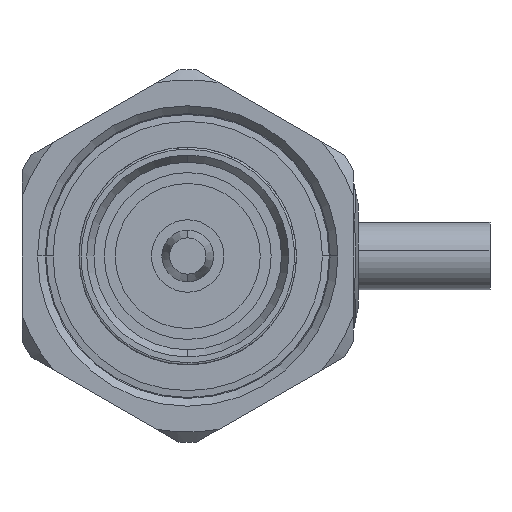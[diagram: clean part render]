
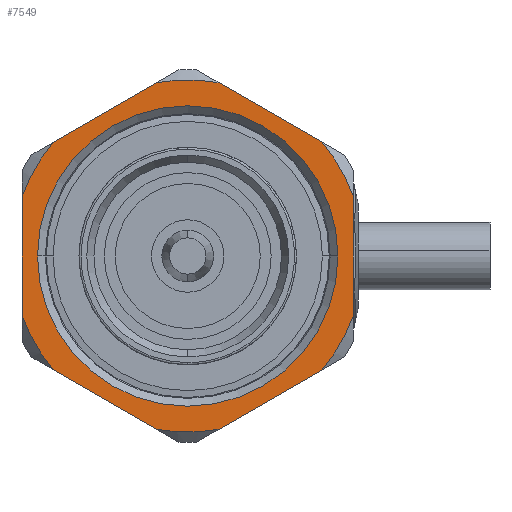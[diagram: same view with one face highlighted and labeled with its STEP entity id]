
A CAD part, left-side view. The second image highlights one B-rep face of the part: STEP entity #7549.
In plain terms, the highlighted planar face has unit normal (-1, 0, 0).
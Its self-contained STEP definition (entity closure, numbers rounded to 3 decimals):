
#202 = CARTESIAN_POINT ( 'NONE',  ( 0., 0., 0. ) ) ;
#259 = VERTEX_POINT ( 'NONE', #11954 ) ;
#580 = DIRECTION ( 'NONE',  ( 0., 1., 0. ) ) ;
#763 = ORIENTED_EDGE ( 'NONE', *, *, #11661, .T. ) ;
#798 = FACE_OUTER_BOUND ( 'NONE', #6424, .T. ) ;
#979 = CARTESIAN_POINT ( 'NONE',  ( 0., -12.975, 10.984 ) ) ;
#1028 = DIRECTION ( 'NONE',  ( 0., -1., 0. ) ) ;
#1075 = AXIS2_PLACEMENT_3D ( 'NONE', #3399, #6734, #9830 ) ;
#1161 = DIRECTION ( 'NONE',  ( -1., 0., 0. ) ) ;
#1217 = VERTEX_POINT ( 'NONE', #1335 ) ;
#1229 = ORIENTED_EDGE ( 'NONE', *, *, #1591, .T. ) ;
#1236 = VERTEX_POINT ( 'NONE', #4482 ) ;
#1335 = CARTESIAN_POINT ( 'NONE',  ( 0., 12.975, 10.984 ) ) ;
#1364 = VERTEX_POINT ( 'NONE', #4242 ) ;
#1430 = DIRECTION ( 'NONE',  ( 0., -0.866, 0.5 ) ) ;
#1547 = CIRCLE ( 'NONE', #8803, 17. ) ;
#1591 = EDGE_CURVE ( 'NONE', #5845, #3458, #13738, .T. ) ;
#1847 = EDGE_CURVE ( 'NONE', #11986, #10525, #8438, .T. ) ;
#2017 = CARTESIAN_POINT ( 'NONE',  ( 0., -3.025, -16.729 ) ) ;
#2050 = LINE ( 'NONE', #7522, #4571 ) ;
#2185 = DIRECTION ( 'NONE',  ( 0., 1., 0. ) ) ;
#2215 = EDGE_CURVE ( 'NONE', #7219, #6350, #11931, .T. ) ;
#2225 = DIRECTION ( 'NONE',  ( 0., -0.866, -0.5 ) ) ;
#2486 = EDGE_CURVE ( 'NONE', #11681, #3656, #9463, .T. ) ;
#2848 = EDGE_LOOP ( 'NONE', ( #763, #9601 ) ) ;
#2850 = CARTESIAN_POINT ( 'NONE',  ( 0., -14.5, 0. ) ) ;
#3109 = DIRECTION ( 'NONE',  ( -1., 0., 0. ) ) ;
#3371 = LINE ( 'NONE', #3444, #10124 ) ;
#3384 = AXIS2_PLACEMENT_3D ( 'NONE', #9614, #8413, #11925 ) ;
#3399 = CARTESIAN_POINT ( 'NONE',  ( 0., 0., 0. ) ) ;
#3410 = AXIS2_PLACEMENT_3D ( 'NONE', #3611, #7076, #580 ) ;
#3435 = AXIS2_PLACEMENT_3D ( 'NONE', #5601, #7579, #7794 ) ;
#3436 = EDGE_CURVE ( 'NONE', #10525, #6123, #10602, .T. ) ;
#3444 = CARTESIAN_POINT ( 'NONE',  ( 0., 12.975, -10.984 ) ) ;
#3458 = VERTEX_POINT ( 'NONE', #2017 ) ;
#3514 = LINE ( 'NONE', #9951, #10786 ) ;
#3529 = EDGE_CURVE ( 'NONE', #1217, #1364, #1547, .T. ) ;
#3611 = CARTESIAN_POINT ( 'NONE',  ( 0., 0., 0. ) ) ;
#3617 = EDGE_CURVE ( 'NONE', #1236, #11681, #7903, .T. ) ;
#3656 = VERTEX_POINT ( 'NONE', #8397 ) ;
#3672 = DIRECTION ( 'NONE',  ( 0., 1., 0. ) ) ;
#4242 = CARTESIAN_POINT ( 'NONE',  ( 0., 16., 5.745 ) ) ;
#4268 = DIRECTION ( 'NONE',  ( 0., 0., -1. ) ) ;
#4344 = VECTOR ( 'NONE', #11813, 1000. ) ;
#4482 = CARTESIAN_POINT ( 'NONE',  ( 0., -12.975, -10.984 ) ) ;
#4571 = VECTOR ( 'NONE', #11811, 1000. ) ;
#4604 = CARTESIAN_POINT ( 'NONE',  ( 0., 3.025, 16.729 ) ) ;
#4826 = ORIENTED_EDGE ( 'NONE', *, *, #2215, .T. ) ;
#5058 = EDGE_CURVE ( 'NONE', #259, #5783, #5967, .T. ) ;
#5178 = CARTESIAN_POINT ( 'NONE',  ( 0., 17., 0. ) ) ;
#5295 = CARTESIAN_POINT ( 'NONE',  ( 0., -3.025, 16.729 ) ) ;
#5329 = ORIENTED_EDGE ( 'NONE', *, *, #1847, .T. ) ;
#5516 = ORIENTED_EDGE ( 'NONE', *, *, #3529, .T. ) ;
#5601 = CARTESIAN_POINT ( 'NONE',  ( 0., 0., 0. ) ) ;
#5630 = ORIENTED_EDGE ( 'NONE', *, *, #3617, .T. ) ;
#5783 = VERTEX_POINT ( 'NONE', #2850 ) ;
#5845 = VERTEX_POINT ( 'NONE', #12787 ) ;
#5878 = VECTOR ( 'NONE', #12828, 1000. ) ;
#5967 = CIRCLE ( 'NONE', #9342, 14.5 ) ;
#6123 = VERTEX_POINT ( 'NONE', #4604 ) ;
#6225 = CIRCLE ( 'NONE', #6457, 17. ) ;
#6283 = CARTESIAN_POINT ( 'NONE',  ( 0., 0., 0. ) ) ;
#6350 = VERTEX_POINT ( 'NONE', #9941 ) ;
#6388 = CIRCLE ( 'NONE', #3435, 14.5 ) ;
#6424 = EDGE_LOOP ( 'NONE', ( #7871, #1229, #7082, #5630, #11248, #8658, #5329, #12466, #11725, #5516, #8007, #4826 ) ) ;
#6457 = AXIS2_PLACEMENT_3D ( 'NONE', #6283, #13877, #2185 ) ;
#6504 = CARTESIAN_POINT ( 'NONE',  ( 0., -16., 0. ) ) ;
#6640 = EDGE_CURVE ( 'NONE', #1364, #7219, #9774, .T. ) ;
#6734 = DIRECTION ( 'NONE',  ( -1., 0., 0. ) ) ;
#7076 = DIRECTION ( 'NONE',  ( -1., 0., 0. ) ) ;
#7082 = ORIENTED_EDGE ( 'NONE', *, *, #10193, .T. ) ;
#7131 = CARTESIAN_POINT ( 'NONE',  ( 0., -12.975, 10.984 ) ) ;
#7219 = VERTEX_POINT ( 'NONE', #10793 ) ;
#7373 = EDGE_CURVE ( 'NONE', #3656, #11986, #6225, .T. ) ;
#7522 = CARTESIAN_POINT ( 'NONE',  ( 0., 3.025, 16.729 ) ) ;
#7549 = ADVANCED_FACE ( 'NONE', ( #9405, #798 ), #8486, .T. ) ;
#7579 = DIRECTION ( 'NONE',  ( 1., 0., 0. ) ) ;
#7727 = CARTESIAN_POINT ( 'NONE',  ( 0., -16., -5.745 ) ) ;
#7794 = DIRECTION ( 'NONE',  ( 0., -1., 0. ) ) ;
#7871 = ORIENTED_EDGE ( 'NONE', *, *, #10308, .T. ) ;
#7903 = CIRCLE ( 'NONE', #8555, 17. ) ;
#8007 = ORIENTED_EDGE ( 'NONE', *, *, #6640, .T. ) ;
#8072 = DIRECTION ( 'NONE',  ( -1., 0., 0. ) ) ;
#8397 = CARTESIAN_POINT ( 'NONE',  ( 0., -16., 5.745 ) ) ;
#8413 = DIRECTION ( 'NONE',  ( -1., 0., 0. ) ) ;
#8438 = LINE ( 'NONE', #979, #4344 ) ;
#8486 = PLANE ( 'NONE',  #12709 ) ;
#8555 = AXIS2_PLACEMENT_3D ( 'NONE', #12548, #8072, #13510 ) ;
#8658 = ORIENTED_EDGE ( 'NONE', *, *, #7373, .T. ) ;
#8727 = VECTOR ( 'NONE', #4268, 1000. ) ;
#8803 = AXIS2_PLACEMENT_3D ( 'NONE', #202, #1161, #3672 ) ;
#9193 = DIRECTION ( 'NONE',  ( 1., 0., 0. ) ) ;
#9342 = AXIS2_PLACEMENT_3D ( 'NONE', #11367, #9193, #11169 ) ;
#9405 = FACE_BOUND ( 'NONE', #2848, .T. ) ;
#9463 = LINE ( 'NONE', #6504, #5878 ) ;
#9601 = ORIENTED_EDGE ( 'NONE', *, *, #5058, .T. ) ;
#9614 = CARTESIAN_POINT ( 'NONE',  ( 0., 0., 0. ) ) ;
#9774 = LINE ( 'NONE', #10695, #8727 ) ;
#9830 = DIRECTION ( 'NONE',  ( 0., 1., 0. ) ) ;
#9941 = CARTESIAN_POINT ( 'NONE',  ( 0., 12.975, -10.984 ) ) ;
#9951 = CARTESIAN_POINT ( 'NONE',  ( 0., -3.025, -16.729 ) ) ;
#10124 = VECTOR ( 'NONE', #2225, 1000. ) ;
#10193 = EDGE_CURVE ( 'NONE', #3458, #1236, #3514, .T. ) ;
#10308 = EDGE_CURVE ( 'NONE', #6350, #5845, #3371, .T. ) ;
#10525 = VERTEX_POINT ( 'NONE', #5295 ) ;
#10602 = CIRCLE ( 'NONE', #3384, 17. ) ;
#10695 = CARTESIAN_POINT ( 'NONE',  ( 0., 16., 0. ) ) ;
#10786 = VECTOR ( 'NONE', #1430, 1000. ) ;
#10793 = CARTESIAN_POINT ( 'NONE',  ( 0., 16., -5.745 ) ) ;
#11169 = DIRECTION ( 'NONE',  ( 0., -1., 0. ) ) ;
#11248 = ORIENTED_EDGE ( 'NONE', *, *, #2486, .T. ) ;
#11367 = CARTESIAN_POINT ( 'NONE',  ( 0., 0., 0. ) ) ;
#11661 = EDGE_CURVE ( 'NONE', #5783, #259, #6388, .T. ) ;
#11681 = VERTEX_POINT ( 'NONE', #7727 ) ;
#11725 = ORIENTED_EDGE ( 'NONE', *, *, #11943, .T. ) ;
#11811 = DIRECTION ( 'NONE',  ( 0., 0.866, -0.5 ) ) ;
#11813 = DIRECTION ( 'NONE',  ( 0., 0.866, 0.5 ) ) ;
#11925 = DIRECTION ( 'NONE',  ( 0., 1., 0. ) ) ;
#11931 = CIRCLE ( 'NONE', #1075, 17. ) ;
#11943 = EDGE_CURVE ( 'NONE', #6123, #1217, #2050, .T. ) ;
#11954 = CARTESIAN_POINT ( 'NONE',  ( 0., 14.5, 0. ) ) ;
#11986 = VERTEX_POINT ( 'NONE', #7131 ) ;
#12466 = ORIENTED_EDGE ( 'NONE', *, *, #3436, .T. ) ;
#12548 = CARTESIAN_POINT ( 'NONE',  ( 0., 0., 0. ) ) ;
#12709 = AXIS2_PLACEMENT_3D ( 'NONE', #5178, #3109, #1028 ) ;
#12787 = CARTESIAN_POINT ( 'NONE',  ( 0., 3.025, -16.729 ) ) ;
#12828 = DIRECTION ( 'NONE',  ( 0., 0., 1. ) ) ;
#13510 = DIRECTION ( 'NONE',  ( 0., 1., 0. ) ) ;
#13738 = CIRCLE ( 'NONE', #3410, 17. ) ;
#13877 = DIRECTION ( 'NONE',  ( -1., 0., 0. ) ) ;
